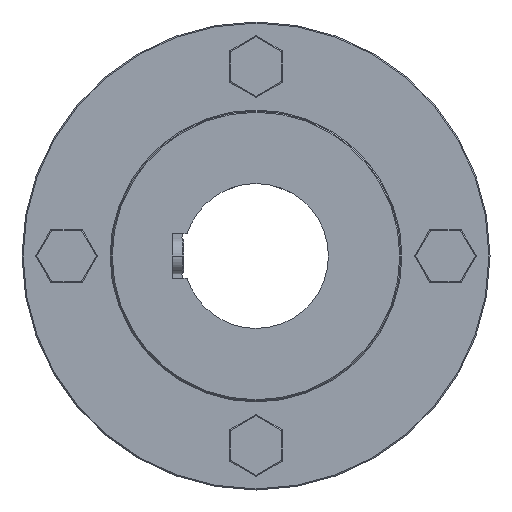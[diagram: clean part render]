
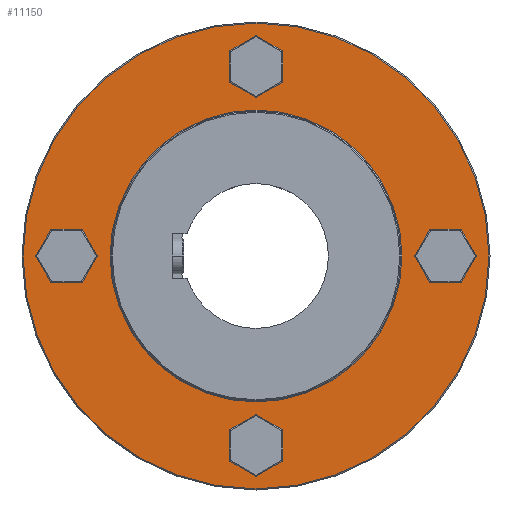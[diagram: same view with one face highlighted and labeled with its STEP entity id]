
A CAD part, left-side view. The second image highlights one B-rep face of the part: STEP entity #11150.
In plain terms, the highlighted planar face has unit normal (-1, 0, 0).
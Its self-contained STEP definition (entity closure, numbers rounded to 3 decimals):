
#511 = ORIENTED_EDGE ( 'NONE', *, *, #1920, .F. ) ;
#512 = ORIENTED_EDGE ( 'NONE', *, *, #1992, .F. ) ;
#513 = ORIENTED_EDGE ( 'NONE', *, *, #1924, .F. ) ;
#514 = ORIENTED_EDGE ( 'NONE', *, *, #1997, .F. ) ;
#515 = ORIENTED_EDGE ( 'NONE', *, *, #1928, .F. ) ;
#516 = ORIENTED_EDGE ( 'NONE', *, *, #1990, .F. ) ;
#517 = ORIENTED_EDGE ( 'NONE', *, *, #1932, .F. ) ;
#518 = ORIENTED_EDGE ( 'NONE', *, *, #1998, .F. ) ;
#519 = ORIENTED_EDGE ( 'NONE', *, *, #1999, .T. ) ;
#520 = ORIENTED_EDGE ( 'NONE', *, *, #1952, .T. ) ;
#521 = ORIENTED_EDGE ( 'NONE', *, *, #1938, .T. ) ;
#522 = ORIENTED_EDGE ( 'NONE', *, *, #1996, .T. ) ;
#1920 = EDGE_CURVE ( 'NONE', #6619, #6618, #6831, .T. ) ;
#1924 = EDGE_CURVE ( 'NONE', #6613, #6611, #6838, .T. ) ;
#1928 = EDGE_CURVE ( 'NONE', #6605, #6604, #6845, .T. ) ;
#1932 = EDGE_CURVE ( 'NONE', #6601, #6600, #6849, .T. ) ;
#1938 = EDGE_CURVE ( 'NONE', #11370, #11371, #6857, .T. ) ;
#1952 = EDGE_CURVE ( 'NONE', #11369, #11368, #6877, .T. ) ;
#1990 = EDGE_CURVE ( 'NONE', #6604, #6605, #6929, .T. ) ;
#1992 = EDGE_CURVE ( 'NONE', #6618, #6619, #6932, .T. ) ;
#1996 = EDGE_CURVE ( 'NONE', #11371, #11370, #6936, .T. ) ;
#1997 = EDGE_CURVE ( 'NONE', #6611, #6613, #6938, .T. ) ;
#1998 = EDGE_CURVE ( 'NONE', #6600, #6601, #6940, .T. ) ;
#1999 = EDGE_CURVE ( 'NONE', #11368, #11369, #6942, .T. ) ;
#3171 = EDGE_LOOP ( 'NONE', ( #517, #518 ) ) ;
#3174 = EDGE_LOOP ( 'NONE', ( #513, #514 ) ) ;
#3175 = EDGE_LOOP ( 'NONE', ( #515, #516 ) ) ;
#3183 = EDGE_LOOP ( 'NONE', ( #511, #512 ) ) ;
#3228 = EDGE_LOOP ( 'NONE', ( #519, #520 ) ) ;
#3640 = EDGE_LOOP ( 'NONE', ( #521, #522 ) ) ;
#5316 = AXIS2_PLACEMENT_3D ( 'NONE', #7417, #7419, #7420 ) ;
#5321 = AXIS2_PLACEMENT_3D ( 'NONE', #7427, #7429, #7430 ) ;
#5323 = AXIS2_PLACEMENT_3D ( 'NONE', #7437, #7439, #7440 ) ;
#5325 = AXIS2_PLACEMENT_3D ( 'NONE', #7418, #7491, #7492 ) ;
#5326 = AXIS2_PLACEMENT_3D ( 'NONE', #7547, #7548, #7549 ) ;
#5331 = AXIS2_PLACEMENT_3D ( 'NONE', #7623, #7624, #7625 ) ;
#5346 = AXIS2_PLACEMENT_3D ( 'NONE', #7832, #7843, #7844 ) ;
#5348 = AXIS2_PLACEMENT_3D ( 'NONE', #7842, #7849, #7850 ) ;
#5350 = AXIS2_PLACEMENT_3D ( 'NONE', #7851, #7860, #7861 ) ;
#5352 = AXIS2_PLACEMENT_3D ( 'NONE', #7856, #7863, #7864 ) ;
#5353 = AXIS2_PLACEMENT_3D ( 'NONE', #7859, #7866, #7867 ) ;
#5354 = AXIS2_PLACEMENT_3D ( 'NONE', #7862, #7868, #7869 ) ;
#5629 = AXIS2_PLACEMENT_3D ( 'NONE', #10156, #10161, #10162 ) ;
#6600 = VERTEX_POINT ( 'NONE', #9341 ) ;
#6601 = VERTEX_POINT ( 'NONE', #9357 ) ;
#6604 = VERTEX_POINT ( 'NONE', #9359 ) ;
#6605 = VERTEX_POINT ( 'NONE', #9360 ) ;
#6611 = VERTEX_POINT ( 'NONE', #9363 ) ;
#6613 = VERTEX_POINT ( 'NONE', #9364 ) ;
#6618 = VERTEX_POINT ( 'NONE', #9367 ) ;
#6619 = VERTEX_POINT ( 'NONE', #9368 ) ;
#6831 = CIRCLE ( 'NONE', #5316, 8. ) ;
#6838 = CIRCLE ( 'NONE', #5321, 8. ) ;
#6845 = CIRCLE ( 'NONE', #5323, 8. ) ;
#6849 = CIRCLE ( 'NONE', #5325, 8. ) ;
#6857 = CIRCLE ( 'NONE', #5326, 65.5 ) ;
#6877 = CIRCLE ( 'NONE', #5331, 104.5 ) ;
#6929 = CIRCLE ( 'NONE', #5346, 8. ) ;
#6932 = CIRCLE ( 'NONE', #5348, 8. ) ;
#6936 = CIRCLE ( 'NONE', #5350, 65.5 ) ;
#6938 = CIRCLE ( 'NONE', #5352, 8. ) ;
#6940 = CIRCLE ( 'NONE', #5353, 8. ) ;
#6942 = CIRCLE ( 'NONE', #5354, 104.5 ) ;
#7417 = CARTESIAN_POINT ( 'NONE',  ( -23.75, 85., 0. ) ) ;
#7418 = CARTESIAN_POINT ( 'NONE',  ( -23.75, 0., -85. ) ) ;
#7419 = DIRECTION ( 'NONE',  ( -1., 0., 0. ) ) ;
#7420 = DIRECTION ( 'NONE',  ( 0., 0., 1. ) ) ;
#7427 = CARTESIAN_POINT ( 'NONE',  ( -23.75, 0., 85. ) ) ;
#7429 = DIRECTION ( 'NONE',  ( -1., 0., 0. ) ) ;
#7430 = DIRECTION ( 'NONE',  ( 0., 0., 1. ) ) ;
#7437 = CARTESIAN_POINT ( 'NONE',  ( -23.75, -85., 0. ) ) ;
#7439 = DIRECTION ( 'NONE',  ( -1., 0., 0. ) ) ;
#7440 = DIRECTION ( 'NONE',  ( 0., 0., 1. ) ) ;
#7491 = DIRECTION ( 'NONE',  ( -1., 0., 0. ) ) ;
#7492 = DIRECTION ( 'NONE',  ( 0., 0., 1. ) ) ;
#7547 = CARTESIAN_POINT ( 'NONE',  ( -23.75, 0., 0. ) ) ;
#7548 = DIRECTION ( 'NONE',  ( 1., 0., 0. ) ) ;
#7549 = DIRECTION ( 'NONE',  ( 0., 0., 1. ) ) ;
#7623 = CARTESIAN_POINT ( 'NONE',  ( -23.75, 0., 0. ) ) ;
#7624 = DIRECTION ( 'NONE',  ( -1., 0., 0. ) ) ;
#7625 = DIRECTION ( 'NONE',  ( 0., 0., 1. ) ) ;
#7832 = CARTESIAN_POINT ( 'NONE',  ( -23.75, -85., 0. ) ) ;
#7842 = CARTESIAN_POINT ( 'NONE',  ( -23.75, 85., 0. ) ) ;
#7843 = DIRECTION ( 'NONE',  ( -1., 0., 0. ) ) ;
#7844 = DIRECTION ( 'NONE',  ( 0., 0., 1. ) ) ;
#7849 = DIRECTION ( 'NONE',  ( -1., 0., 0. ) ) ;
#7850 = DIRECTION ( 'NONE',  ( 0., 0., 1. ) ) ;
#7851 = CARTESIAN_POINT ( 'NONE',  ( -23.75, 0., 0. ) ) ;
#7856 = CARTESIAN_POINT ( 'NONE',  ( -23.75, 0., 85. ) ) ;
#7859 = CARTESIAN_POINT ( 'NONE',  ( -23.75, 0., -85. ) ) ;
#7860 = DIRECTION ( 'NONE',  ( 1., 0., 0. ) ) ;
#7861 = DIRECTION ( 'NONE',  ( 0., 0., 1. ) ) ;
#7862 = CARTESIAN_POINT ( 'NONE',  ( -23.75, 0., 0. ) ) ;
#7863 = DIRECTION ( 'NONE',  ( -1., 0., 0. ) ) ;
#7864 = DIRECTION ( 'NONE',  ( 0., 0., 1. ) ) ;
#7866 = DIRECTION ( 'NONE',  ( -1., 0., 0. ) ) ;
#7867 = DIRECTION ( 'NONE',  ( 0., 0., 1. ) ) ;
#7868 = DIRECTION ( 'NONE',  ( -1., 0., 0. ) ) ;
#7869 = DIRECTION ( 'NONE',  ( 0., 0., 1. ) ) ;
#9341 = CARTESIAN_POINT ( 'NONE',  ( -23.75, 0., -77. ) ) ;
#9357 = CARTESIAN_POINT ( 'NONE',  ( -23.75, 0., -93. ) ) ;
#9359 = CARTESIAN_POINT ( 'NONE',  ( -23.75, -85., 8. ) ) ;
#9360 = CARTESIAN_POINT ( 'NONE',  ( -23.75, -85., -8. ) ) ;
#9363 = CARTESIAN_POINT ( 'NONE',  ( -23.75, 0., 93. ) ) ;
#9364 = CARTESIAN_POINT ( 'NONE',  ( -23.75, 0., 77. ) ) ;
#9367 = CARTESIAN_POINT ( 'NONE',  ( -23.75, 85., 8. ) ) ;
#9368 = CARTESIAN_POINT ( 'NONE',  ( -23.75, 85., -8. ) ) ;
#10156 = CARTESIAN_POINT ( 'NONE',  ( -23.75, 105., 0. ) ) ;
#10158 = PLANE ( 'NONE',  #5629 ) ;
#10161 = DIRECTION ( 'NONE',  ( -1., 0., 0. ) ) ;
#10162 = DIRECTION ( 'NONE',  ( 0., 0., 1. ) ) ;
#10395 = FACE_OUTER_BOUND ( 'NONE', #3228, .T. ) ;
#10401 = FACE_BOUND ( 'NONE', #3183, .T. ) ;
#10402 = FACE_BOUND ( 'NONE', #3640, .T. ) ;
#10404 = FACE_BOUND ( 'NONE', #3174, .T. ) ;
#10406 = FACE_BOUND ( 'NONE', #3175, .T. ) ;
#10408 = FACE_BOUND ( 'NONE', #3171, .T. ) ;
#10811 = CARTESIAN_POINT ( 'NONE',  ( -23.75, 0., -104.5 ) ) ;
#10812 = CARTESIAN_POINT ( 'NONE',  ( -23.75, 0., 104.5 ) ) ;
#10813 = CARTESIAN_POINT ( 'NONE',  ( -23.75, 0., -65.5 ) ) ;
#10814 = CARTESIAN_POINT ( 'NONE',  ( -23.75, 0., 65.5 ) ) ;
#11150 = ADVANCED_FACE ( 'NONE', ( #10401, #10404, #10406, #10408, #10395, #10402 ), #10158, .T. ) ;
#11368 = VERTEX_POINT ( 'NONE', #10811 ) ;
#11369 = VERTEX_POINT ( 'NONE', #10812 ) ;
#11370 = VERTEX_POINT ( 'NONE', #10813 ) ;
#11371 = VERTEX_POINT ( 'NONE', #10814 ) ;
